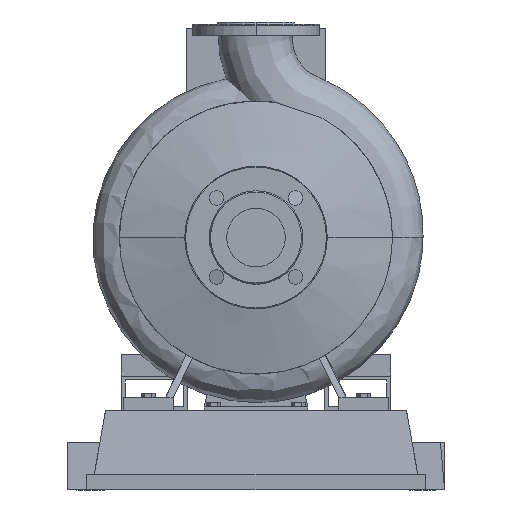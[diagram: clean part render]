
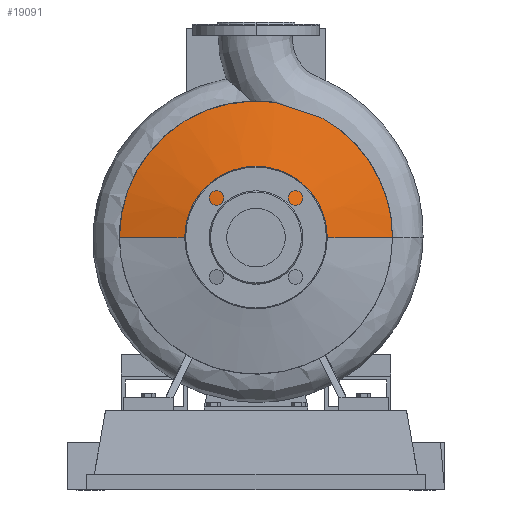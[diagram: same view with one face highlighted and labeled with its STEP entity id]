
A CAD part, left-side view. The second image highlights one B-rep face of the part: STEP entity #19091.
In plain terms, the highlighted conical face has half-angle 75.735 degrees and reference radius 118.375 mm.
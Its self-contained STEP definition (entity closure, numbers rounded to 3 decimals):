
#19011=CARTESIAN_POINT('',(-60.0,0.,328.0));
#19012=DIRECTION('',(1.0,0.,0.));
#19013=DIRECTION('',(0.0,-1.0,0.0));
#19014=AXIS2_PLACEMENT_3D('',#19011,#19012,#19013);
#19015=CONICAL_SURFACE('',#19014,118.375,75.735);
#19016=CARTESIAN_POINT('',(-45.,-177.375,328.));
#19017=VERTEX_POINT('',#19016);
#19018=CARTESIAN_POINT('',(-75.0,-59.375,328.0));
#19019=VERTEX_POINT('',#19018);
#19020=CARTESIAN_POINT('',(-45.,-177.375,328.));
#19021=DIRECTION('',(-0.246,0.969,0.));
#19022=VECTOR('',#19021,121.754);
#19023=LINE('',#19020,#19022);
#19024=EDGE_CURVE('',#19017,#19019,#19023,.T.);
#19025=ORIENTED_EDGE('',*,*,#19024,.F.);
#19026=CARTESIAN_POINT('',(-45.,-85.743,483.274));
#19027=VERTEX_POINT('',#19026);
#19028=CARTESIAN_POINT('',(-45.0,0.,328.0));
#19029=DIRECTION('',(-1.0,0.0,0.0));
#19030=DIRECTION('',(0.0,-1.0,0.0));
#19031=AXIS2_PLACEMENT_3D('',#19028,#19029,#19030);
#19032=CIRCLE('',#19031,177.375);
#19033=EDGE_CURVE('',#19017,#19027,#19032,.T.);
#19034=ORIENTED_EDGE('',*,*,#19033,.T.);
#19035=CARTESIAN_POINT('',(-45.,-24.093,503.731));
#19036=VERTEX_POINT('',#19035);
#19037=CARTESIAN_POINT('',(-45.,-24.093,503.731));
#19038=CARTESIAN_POINT('',(-45.368,-29.223,501.566));
#19039=CARTESIAN_POINT('',(-45.582,-34.258,499.776));
#19040=CARTESIAN_POINT('',(-45.691,-39.105,498.222));
#19041=CARTESIAN_POINT('',(-45.783,-43.163,496.921));
#19042=CARTESIAN_POINT('',(-45.801,-47.088,495.785));
#19043=CARTESIAN_POINT('',(-45.779,-50.825,494.735));
#19044=CARTESIAN_POINT('',(-45.768,-52.723,494.202));
#19045=CARTESIAN_POINT('',(-45.747,-54.562,493.693));
#19046=CARTESIAN_POINT('',(-45.719,-56.415,493.18));
#19047=CARTESIAN_POINT('',(-45.691,-58.21,492.683));
#19048=CARTESIAN_POINT('',(-45.655,-60.014,492.183));
#19049=CARTESIAN_POINT('',(-45.613,-61.87,491.659));
#19050=CARTESIAN_POINT('',(-45.552,-64.549,490.903));
#19051=CARTESIAN_POINT('',(-45.487,-67.329,490.06));
#19052=CARTESIAN_POINT('',(-45.412,-70.342,489.064));
#19053=CARTESIAN_POINT('',(-45.378,-71.721,488.608));
#19054=CARTESIAN_POINT('',(-45.342,-73.149,488.119));
#19055=CARTESIAN_POINT('',(-45.304,-74.638,487.589));
#19056=CARTESIAN_POINT('',(-45.283,-75.438,487.305));
#19057=CARTESIAN_POINT('',(-45.262,-76.261,487.006));
#19058=CARTESIAN_POINT('',(-45.24,-77.077,486.704));
#19059=CARTESIAN_POINT('',(-45.163,-79.997,485.623));
#19060=CARTESIAN_POINT('',(-45.083,-82.882,484.48));
#19061=CARTESIAN_POINT('',(-45.,-85.743,483.274));
#19062=B_SPLINE_CURVE_WITH_KNOTS('',3,(#19037,#19038,#19039,#19040,#19041,#19042,#19043,#19044,#19045,#19046,#19047,#19048,#19049,#19050,#19051,#19052,#19053,#19054,#19055,#19056,#19057,#19058,#19059,#19060,#19061),.UNSPECIFIED.,.F.,.U.,(4,3,3,3,3,3,3,3,4),(-70.822,-66.491,-62.866,-61.025,-59.24,-56.665,-55.486,-54.853,-52.586),.UNSPECIFIED.);
#19063=EDGE_CURVE('',#19036,#19027,#19062,.T.);
#19064=ORIENTED_EDGE('',*,*,#19063,.F.);
#19065=CARTESIAN_POINT('',(-45.,177.375,328.));
#19066=VERTEX_POINT('',#19065);
#19067=CARTESIAN_POINT('',(-45.0,0.,328.0));
#19068=DIRECTION('',(-1.0,0.0,0.0));
#19069=DIRECTION('',(0.0,-1.0,0.0));
#19070=AXIS2_PLACEMENT_3D('',#19067,#19068,#19069);
#19071=CIRCLE('',#19070,177.375);
#19072=EDGE_CURVE('',#19036,#19066,#19071,.T.);
#19073=ORIENTED_EDGE('',*,*,#19072,.T.);
#19074=CARTESIAN_POINT('',(-75.,59.375,328.0));
#19075=VERTEX_POINT('',#19074);
#19076=CARTESIAN_POINT('',(-45.,177.375,328.));
#19077=DIRECTION('',(-0.246,-0.969,0.));
#19078=VECTOR('',#19077,121.754);
#19079=LINE('',#19076,#19078);
#19080=EDGE_CURVE('',#19066,#19075,#19079,.T.);
#19081=ORIENTED_EDGE('',*,*,#19080,.T.);
#19082=CARTESIAN_POINT('',(-75.0,0.,328.0));
#19083=DIRECTION('',(1.0,0.0,0.0));
#19084=DIRECTION('',(0.0,-1.0,0.0));
#19085=AXIS2_PLACEMENT_3D('',#19082,#19083,#19084);
#19086=CIRCLE('',#19085,59.375);
#19087=EDGE_CURVE('',#19075,#19019,#19086,.T.);
#19088=ORIENTED_EDGE('',*,*,#19087,.T.);
#19089=EDGE_LOOP('',(#19025,#19034,#19064,#19073,#19081,#19088));
#19090=FACE_OUTER_BOUND('',#19089,.T.);
#19091=ADVANCED_FACE('',(#19090),#19015,.T.);
